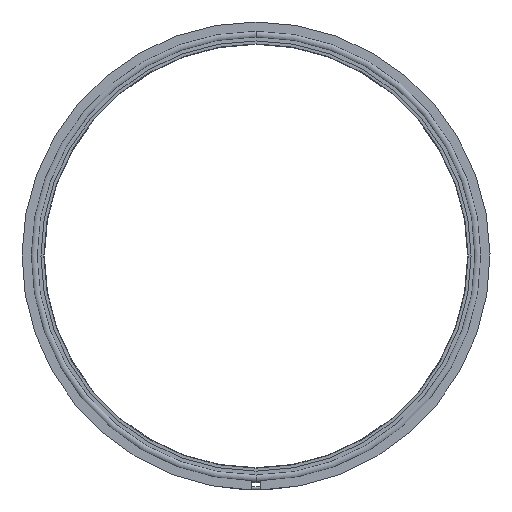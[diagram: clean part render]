
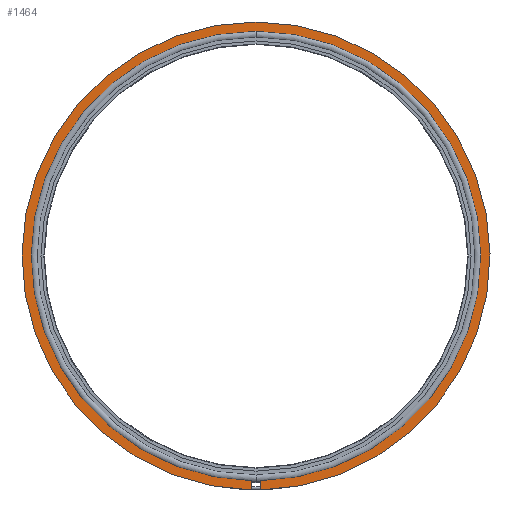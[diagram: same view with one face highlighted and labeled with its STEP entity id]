
A CAD part, front view. The second image highlights one B-rep face of the part: STEP entity #1464.
In plain terms, the highlighted planar face has unit normal (0, -1, 0).
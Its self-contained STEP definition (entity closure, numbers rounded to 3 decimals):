
#1 = DIRECTION ( 'NONE',  ( 0., 0., 1. ) ) ;
#7 = VERTEX_POINT ( 'NONE', #146 ) ;
#146 = CARTESIAN_POINT ( 'NONE',  ( 0., -2.8, 173. ) ) ;
#152 = CARTESIAN_POINT ( 'NONE',  ( -173., -2.8, 0. ) ) ;
#177 = DIRECTION ( 'NONE',  ( 0., 0., -1. ) ) ;
#232 = ORIENTED_EDGE ( 'NONE', *, *, #1325, .F. ) ;
#275 = CARTESIAN_POINT ( 'NONE',  ( 3., -2.8, -172.974 ) ) ;
#284 = DIRECTION ( 'NONE',  ( 0., 0., -1. ) ) ;
#294 = LINE ( 'NONE', #295, #1187 ) ;
#295 = CARTESIAN_POINT ( 'NONE',  ( -3., -2.8, 0. ) ) ;
#301 = LINE ( 'NONE', #748, #555 ) ;
#302 = EDGE_LOOP ( 'NONE', ( #683, #232, #1513, #1193, #1261, #981 ) ) ;
#304 = DIRECTION ( 'NONE',  ( 0., 0., 1. ) ) ;
#306 = CARTESIAN_POINT ( 'NONE',  ( 0., -2.8, 166.1 ) ) ;
#310 = DIRECTION ( 'NONE',  ( 0., 1., 0. ) ) ;
#312 = CIRCLE ( 'NONE', #830, 166.1 ) ;
#316 = CIRCLE ( 'NONE', #567, 166.1 ) ;
#422 = EDGE_CURVE ( 'NONE', #1439, #1359, #301, .T. ) ;
#435 = DIRECTION ( 'NONE',  ( 0., 1., 0. ) ) ;
#459 = DIRECTION ( 'NONE',  ( 0., 0., 1. ) ) ;
#555 = VECTOR ( 'NONE', #459, 1000. ) ;
#562 = DIRECTION ( 'NONE',  ( 0., 0., 1. ) ) ;
#567 = AXIS2_PLACEMENT_3D ( 'NONE', #1374, #1273, #562 ) ;
#593 = FACE_OUTER_BOUND ( 'NONE', #302, .T. ) ;
#599 = CARTESIAN_POINT ( 'NONE',  ( 3., -2.8, -166.073 ) ) ;
#619 = EDGE_CURVE ( 'NONE', #733, #703, #316, .T. ) ;
#659 = CARTESIAN_POINT ( 'NONE',  ( -3., -2.8, -166.073 ) ) ;
#683 = ORIENTED_EDGE ( 'NONE', *, *, #422, .F. ) ;
#703 = VERTEX_POINT ( 'NONE', #306 ) ;
#733 = VERTEX_POINT ( 'NONE', #659 ) ;
#739 = EDGE_CURVE ( 'NONE', #1057, #7, #814, .T. ) ;
#748 = CARTESIAN_POINT ( 'NONE',  ( 3., -2.8, 0. ) ) ;
#758 = PLANE ( 'NONE',  #945 ) ;
#777 = DIRECTION ( 'NONE',  ( 0., 0., 1. ) ) ;
#814 = CIRCLE ( 'NONE', #1164, 173. ) ;
#830 = AXIS2_PLACEMENT_3D ( 'NONE', #1384, #310, #304 ) ;
#832 = EDGE_CURVE ( 'NONE', #733, #1057, #294, .T. ) ;
#936 = EDGE_CURVE ( 'NONE', #703, #1359, #312, .T. ) ;
#945 = AXIS2_PLACEMENT_3D ( 'NONE', #152, #1337, #284 ) ;
#981 = ORIENTED_EDGE ( 'NONE', *, *, #936, .T. ) ;
#1050 = AXIS2_PLACEMENT_3D ( 'NONE', #1190, #1305, #1 ) ;
#1057 = VERTEX_POINT ( 'NONE', #1118 ) ;
#1118 = CARTESIAN_POINT ( 'NONE',  ( -3., -2.8, -172.974 ) ) ;
#1164 = AXIS2_PLACEMENT_3D ( 'NONE', #1479, #435, #777 ) ;
#1187 = VECTOR ( 'NONE', #177, 1000. ) ;
#1190 = CARTESIAN_POINT ( 'NONE',  ( 0., -2.8, 0. ) ) ;
#1193 = ORIENTED_EDGE ( 'NONE', *, *, #832, .F. ) ;
#1261 = ORIENTED_EDGE ( 'NONE', *, *, #619, .T. ) ;
#1273 = DIRECTION ( 'NONE',  ( 0., 1., 0. ) ) ;
#1299 = CIRCLE ( 'NONE', #1050, 173. ) ;
#1305 = DIRECTION ( 'NONE',  ( 0., 1., 0. ) ) ;
#1325 = EDGE_CURVE ( 'NONE', #7, #1439, #1299, .T. ) ;
#1337 = DIRECTION ( 'NONE',  ( 0., -1., 0. ) ) ;
#1359 = VERTEX_POINT ( 'NONE', #599 ) ;
#1374 = CARTESIAN_POINT ( 'NONE',  ( 0., -2.8, 0. ) ) ;
#1384 = CARTESIAN_POINT ( 'NONE',  ( 0., -2.8, 0. ) ) ;
#1439 = VERTEX_POINT ( 'NONE', #275 ) ;
#1464 = ADVANCED_FACE ( 'NONE', ( #593 ), #758, .T. ) ;
#1479 = CARTESIAN_POINT ( 'NONE',  ( 0., -2.8, 0. ) ) ;
#1513 = ORIENTED_EDGE ( 'NONE', *, *, #739, .F. ) ;
